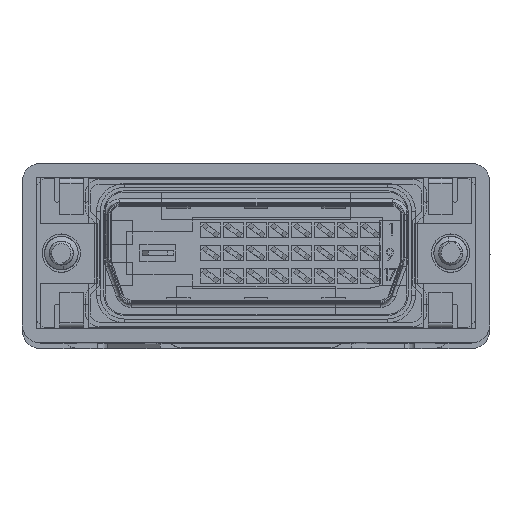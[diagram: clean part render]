
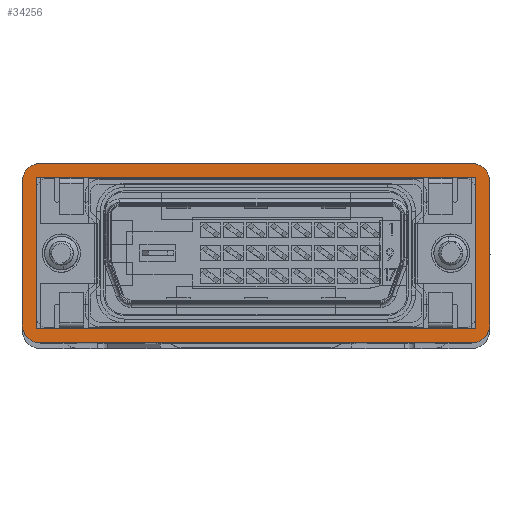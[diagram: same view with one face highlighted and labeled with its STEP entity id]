
A CAD part, top view. The second image highlights one B-rep face of the part: STEP entity #34256.
In plain terms, the highlighted face is planar.
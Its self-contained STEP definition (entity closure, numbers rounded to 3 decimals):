
#4928 = ORIENTED_EDGE ( 'NONE', *, *, #64540, .T. ) ;
#4929 = ORIENTED_EDGE ( 'NONE', *, *, #64541, .T. ) ;
#4930 = ORIENTED_EDGE ( 'NONE', *, *, #64527, .T. ) ;
#4931 = ORIENTED_EDGE ( 'NONE', *, *, #64529, .T. ) ;
#4932 = ORIENTED_EDGE ( 'NONE', *, *, #64532, .T. ) ;
#4933 = ORIENTED_EDGE ( 'NONE', *, *, #64533, .T. ) ;
#4934 = ORIENTED_EDGE ( 'NONE', *, *, #64536, .T. ) ;
#4935 = ORIENTED_EDGE ( 'NONE', *, *, #64537, .T. ) ;
#4936 = ORIENTED_EDGE ( 'NONE', *, *, #64525, .T. ) ;
#4937 = ORIENTED_EDGE ( 'NONE', *, *, #64583, .T. ) ;
#4938 = ORIENTED_EDGE ( 'NONE', *, *, #64522, .T. ) ;
#4939 = ORIENTED_EDGE ( 'NONE', *, *, #64592, .T. ) ;
#14746 = AXIS2_PLACEMENT_3D ( 'NONE', #29583, #29580, #29585 ) ;
#29580 = DIRECTION ( 'NONE',  ( 0., 0., -1. ) ) ;
#29583 = CARTESIAN_POINT ( 'NONE',  ( 19.5, -7.5, 0. ) ) ;
#29584 = PLANE ( 'NONE',  #14746 ) ;
#29585 = DIRECTION ( 'NONE',  ( -1., 0., 0. ) ) ;
#30518 = FACE_BOUND ( 'NONE', #43679, .T. ) ;
#30520 = FACE_OUTER_BOUND ( 'NONE', #43685, .T. ) ;
#34256 = ADVANCED_FACE ( 'NONE', ( #30520, #30518 ), #29584, .T. ) ;
#35405 = AXIS2_PLACEMENT_3D ( 'NONE', #49624, #49625, #49626 ) ;
#35407 = AXIS2_PLACEMENT_3D ( 'NONE', #49633, #49634, #49635 ) ;
#35409 = AXIS2_PLACEMENT_3D ( 'NONE', #49642, #49643, #49644 ) ;
#35411 = AXIS2_PLACEMENT_3D ( 'NONE', #49651, #49652, #49653 ) ;
#43679 = EDGE_LOOP ( 'NONE', ( #4936, #4937, #4938, #4939 ) ) ;
#43685 = EDGE_LOOP ( 'NONE', ( #4928, #4929, #4930, #4931, #4932, #4933, #4934, #4935 ) ) ;
#47047 = CARTESIAN_POINT ( 'NONE',  ( -18.35, 6.3, 0. ) ) ;
#47074 = CARTESIAN_POINT ( 'NONE',  ( -18., 7.5, 0. ) ) ;
#47077 = CARTESIAN_POINT ( 'NONE',  ( 18., 7.5, 0. ) ) ;
#47079 = CARTESIAN_POINT ( 'NONE',  ( 19.5, -6., 0. ) ) ;
#47104 = CARTESIAN_POINT ( 'NONE',  ( 18.35, 6.3, 0. ) ) ;
#47123 = CARTESIAN_POINT ( 'NONE',  ( -19.5, -6., 0. ) ) ;
#47155 = CARTESIAN_POINT ( 'NONE',  ( -18.35, -6.3, 0. ) ) ;
#47157 = CARTESIAN_POINT ( 'NONE',  ( -18., -7.5, 0. ) ) ;
#47169 = CARTESIAN_POINT ( 'NONE',  ( 18.35, -6.3, 0. ) ) ;
#47179 = CARTESIAN_POINT ( 'NONE',  ( -19.5, 6., 0. ) ) ;
#47210 = CARTESIAN_POINT ( 'NONE',  ( 19.5, 6., 0. ) ) ;
#47218 = CARTESIAN_POINT ( 'NONE',  ( 18., -7.5, 0. ) ) ;
#48674 = LINE ( 'NONE', #49608, #48677 ) ;
#48676 = LINE ( 'NONE', #49605, #48683 ) ;
#48677 = VECTOR ( 'NONE', #49610, 1000. ) ;
#48683 = VECTOR ( 'NONE', #49615, 1000. ) ;
#48684 = LINE ( 'NONE', #49618, #48687 ) ;
#48687 = VECTOR ( 'NONE', #49620, 1000. ) ;
#48688 = CIRCLE ( 'NONE', #35405, 1.5 ) ;
#48693 = LINE ( 'NONE', #49629, #48696 ) ;
#48695 = CIRCLE ( 'NONE', #35407, 1.5 ) ;
#48696 = VECTOR ( 'NONE', #49630, 1000. ) ;
#48700 = LINE ( 'NONE', #49638, #48703 ) ;
#48702 = CIRCLE ( 'NONE', #35409, 1.5 ) ;
#48703 = VECTOR ( 'NONE', #49639, 1000. ) ;
#48707 = LINE ( 'NONE', #49647, #48710 ) ;
#48709 = CIRCLE ( 'NONE', #35411, 1.5 ) ;
#48710 = VECTOR ( 'NONE', #49648, 1000. ) ;
#48780 = LINE ( 'NONE', #49746, #48783 ) ;
#48783 = VECTOR ( 'NONE', #49747, 1000. ) ;
#48798 = LINE ( 'NONE', #49764, #48801 ) ;
#48801 = VECTOR ( 'NONE', #49765, 1000. ) ;
#49605 = CARTESIAN_POINT ( 'NONE',  ( -18.35, -7.5, 0. ) ) ;
#49608 = CARTESIAN_POINT ( 'NONE',  ( 18.35, -7.5, 0. ) ) ;
#49610 = DIRECTION ( 'NONE',  ( 0., 1., 0. ) ) ;
#49615 = DIRECTION ( 'NONE',  ( 0., -1., 0. ) ) ;
#49618 = CARTESIAN_POINT ( 'NONE',  ( 19.5, 7.5, 0. ) ) ;
#49620 = DIRECTION ( 'NONE',  ( 1., 0., 0. ) ) ;
#49624 = CARTESIAN_POINT ( 'NONE',  ( 18., 6., 0. ) ) ;
#49625 = DIRECTION ( 'NONE',  ( 0., 0., -1. ) ) ;
#49626 = DIRECTION ( 'NONE',  ( -1., 0., 0. ) ) ;
#49629 = CARTESIAN_POINT ( 'NONE',  ( 19.5, -7.5, 0. ) ) ;
#49630 = DIRECTION ( 'NONE',  ( 0., -1., 0. ) ) ;
#49633 = CARTESIAN_POINT ( 'NONE',  ( 18., -6., 0. ) ) ;
#49634 = DIRECTION ( 'NONE',  ( 0., 0., -1. ) ) ;
#49635 = DIRECTION ( 'NONE',  ( -1., 0., 0. ) ) ;
#49638 = CARTESIAN_POINT ( 'NONE',  ( 19.5, -7.5, 0. ) ) ;
#49639 = DIRECTION ( 'NONE',  ( -1., 0., 0. ) ) ;
#49642 = CARTESIAN_POINT ( 'NONE',  ( -18., -6., 0. ) ) ;
#49643 = DIRECTION ( 'NONE',  ( 0., 0., -1. ) ) ;
#49644 = DIRECTION ( 'NONE',  ( -1., 0., 0. ) ) ;
#49647 = CARTESIAN_POINT ( 'NONE',  ( -19.5, -7.5, 0. ) ) ;
#49648 = DIRECTION ( 'NONE',  ( 0., 1., 0. ) ) ;
#49651 = CARTESIAN_POINT ( 'NONE',  ( -18., 6., 0. ) ) ;
#49652 = DIRECTION ( 'NONE',  ( 0., 0., -1. ) ) ;
#49653 = DIRECTION ( 'NONE',  ( -1., 0., 0. ) ) ;
#49746 = CARTESIAN_POINT ( 'NONE',  ( 19.5, -6.3, 0. ) ) ;
#49747 = DIRECTION ( 'NONE',  ( 1., 0., 0. ) ) ;
#49764 = CARTESIAN_POINT ( 'NONE',  ( 7., 6.3, 0. ) ) ;
#49765 = DIRECTION ( 'NONE',  ( -1., 0., 0. ) ) ;
#62041 = VERTEX_POINT ( 'NONE', #47047 ) ;
#62069 = VERTEX_POINT ( 'NONE', #47074 ) ;
#62072 = VERTEX_POINT ( 'NONE', #47077 ) ;
#62074 = VERTEX_POINT ( 'NONE', #47079 ) ;
#62115 = VERTEX_POINT ( 'NONE', #47104 ) ;
#62149 = VERTEX_POINT ( 'NONE', #47123 ) ;
#62206 = VERTEX_POINT ( 'NONE', #47155 ) ;
#62210 = VERTEX_POINT ( 'NONE', #47157 ) ;
#62231 = VERTEX_POINT ( 'NONE', #47169 ) ;
#62252 = VERTEX_POINT ( 'NONE', #47179 ) ;
#62320 = VERTEX_POINT ( 'NONE', #47210 ) ;
#62337 = VERTEX_POINT ( 'NONE', #47218 ) ;
#64522 = EDGE_CURVE ( 'NONE', #62231, #62115, #48674, .T. ) ;
#64525 = EDGE_CURVE ( 'NONE', #62041, #62206, #48676, .T. ) ;
#64527 = EDGE_CURVE ( 'NONE', #62069, #62072, #48684, .T. ) ;
#64529 = EDGE_CURVE ( 'NONE', #62072, #62320, #48688, .T. ) ;
#64532 = EDGE_CURVE ( 'NONE', #62320, #62074, #48693, .T. ) ;
#64533 = EDGE_CURVE ( 'NONE', #62074, #62337, #48695, .T. ) ;
#64536 = EDGE_CURVE ( 'NONE', #62337, #62210, #48700, .T. ) ;
#64537 = EDGE_CURVE ( 'NONE', #62210, #62149, #48702, .T. ) ;
#64540 = EDGE_CURVE ( 'NONE', #62149, #62252, #48707, .T. ) ;
#64541 = EDGE_CURVE ( 'NONE', #62252, #62069, #48709, .T. ) ;
#64583 = EDGE_CURVE ( 'NONE', #62206, #62231, #48780, .T. ) ;
#64592 = EDGE_CURVE ( 'NONE', #62115, #62041, #48798, .T. ) ;
